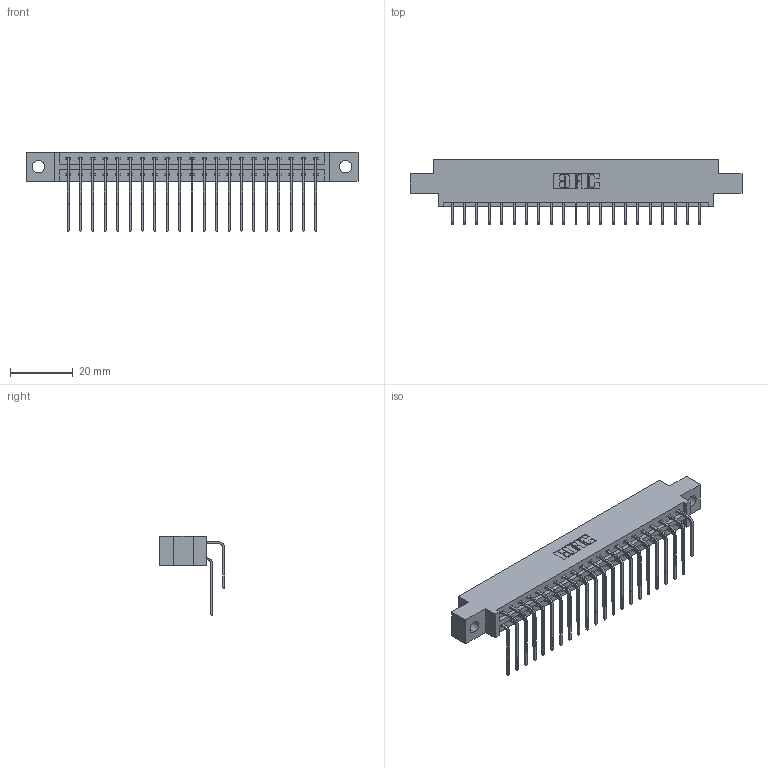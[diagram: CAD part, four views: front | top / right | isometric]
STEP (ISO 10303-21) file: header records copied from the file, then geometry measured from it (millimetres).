
FILE_DESCRIPTION (( 'STEP AP203' ), '1' );
FILE_NAME ('387-042-559-804.STEP', '2019-10-18T04:54:14', ( '' ), ( '' ), 'SwSTEP 2.0', 'SolidWorks 2016', '' );
FILE_SCHEMA (( 'CONFIG_CONTROL_DESIGN' ));
Length unit declared in the file: inch
Products named in the file (4): 387-042-559-804; 337 Part_0.170 Offset - 0.156 Dia-TH; 345-292-001_558 559 Tail - 1; 345-292-001_559 Tail - 2
Assembly tree (43 placements, depth 2):
  387-042-559-804
    337 Part_0.170 Offset - 0.156 Dia-TH
    345-292-001_558 559 Tail - 1  x21
    345-292-001_559 Tail - 2  x21
Bounding box: 106.22 x 20.9 x 25.53 mm (x, y, z)
Volume: 10952 mm3; surface area: 13299.1 mm2
Topology: 43 solids, 43 shells, 2470 faces, 7337 edges, 4834 vertices
Faces by surface type: plane 1754, cylinder 716
Entity records: 20917 total; most frequent: CARTESIAN_POINT 3589, ORIENTED_EDGE 3474, DIRECTION 3073, EDGE_CURVE 1737, VECTOR 1569, LINE 1569, VERTEX_POINT 1154, AXIS2_PLACEMENT_3D 752
